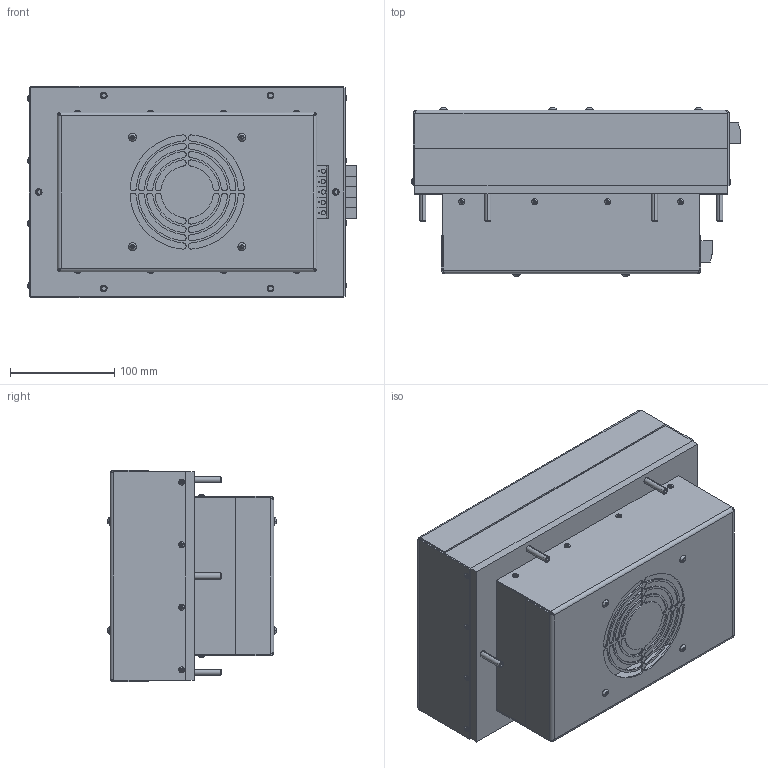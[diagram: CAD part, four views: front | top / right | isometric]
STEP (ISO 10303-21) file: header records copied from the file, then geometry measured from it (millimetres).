
FILE_DESCRIPTION (( 'STEP AP214' ), '1' );
FILE_NAME ('Kühlaggregat 215 W_A2A_120214.STEP', '2012-11-23T10:43:59', ( 'Moeller' ), ( 'SYMTEC Maschinenbau Engineering GmbH' ), 'SwSTEP 2.0', 'SolidWorks 2011', '' );
FILE_SCHEMA (( 'AUTOMOTIVE_DESIGN' ));
Length unit declared in the file: millimetre
Products named in the file (13): Teflonscheibe_4.3_Washer DIN 125 - A 4.3; DIN6912_M4x20-A2_Innensechskantschraube_DIN 6912 - M4 x 20 --- 20C; Sechskantmutter DIN985 M4_ISO 10511-M4-N; Gewindestift DIN 916 M6x40_DIN 916 - M6 x 25-N; Flachkopfschraube mit ISK-ISO 7380 M3x8_Hüllkurve; ISO7380_M4x35-A2_Linsenkopfschraube_Hüllkurve; 0708250_VDFK_4_SELECT_Hüllkurve; Isolierung_aussen_110808_Hüllkurve; Haube Kaltseite_110808; Haube Heißseite_110808; SK120-Strangkühlkörper_110808_Hüllkurve; SK056-Strangkühlkörper_120214_Hüllkurve; Kühlaggregat 215 W_A2A_120214
Assembly tree (66 placements, depth 2):
  Kühlaggregat 215 W_A2A_120214
    Teflonscheibe_4.3_Washer DIN 125 - A 4.3  x6
    ISO7380_M4x35-A2_Linsenkopfschraube_Hüllkurve  x12
    Flachkopfschraube mit ISK-ISO 7380 M3x8_Hüllkurve  x16
    DIN6912_M4x20-A2_Innensechskantschraube_DIN 6912 - M4 x 20 --- 20C  x10
    Gewindestift DIN 916 M6x40_DIN 916 - M6 x 25-N  x6
    Haube Heißseite_110808
    Sechskantmutter DIN985 M4_ISO 10511-M4-N
    SK120-Strangkühlkörper_110808_Hüllkurve
    0708250_VDFK_4_SELECT_Hüllkurve  x10
    Isolierung_aussen_110808_Hüllkurve
    Haube Kaltseite_110808
    SK056-Strangkühlkörper_120214_Hüllkurve
Bounding box: 315.55 x 161.4 x 203 mm (x, y, z)
Volume: 4410329.8 mm3; surface area: 781265 mm2
Topology: 66 solids, 66 shells, 1803 faces, 4256 edges, 2608 vertices
Faces by surface type: plane 915, cylinder 576, cone 166, torus 74, sphere 56, bspline 16
Entity records: 21104 total; most frequent: CARTESIAN_POINT 3950, DIRECTION 3547, ORIENTED_EDGE 3110, EDGE_CURVE 1555, AXIS2_PLACEMENT_3D 1425, VERTEX_POINT 996, EDGE_LOOP 793, CIRCLE 778
